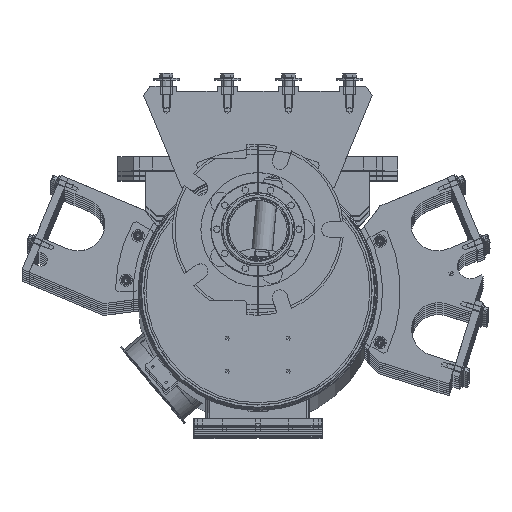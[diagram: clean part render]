
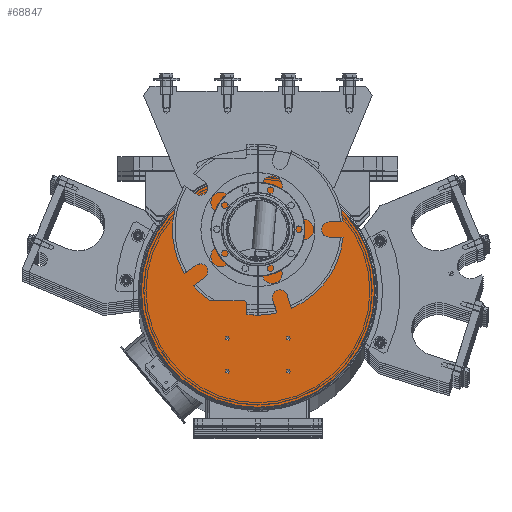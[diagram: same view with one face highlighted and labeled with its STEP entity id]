
A CAD part, top view. The second image highlights one B-rep face of the part: STEP entity #68847.
In plain terms, the highlighted face is planar.
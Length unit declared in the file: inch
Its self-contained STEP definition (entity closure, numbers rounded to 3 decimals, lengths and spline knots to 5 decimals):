
#68760=CARTESIAN_POINT('',(-1.775,3.0,-0.375));
#68761=VERTEX_POINT('',#68760);
#68762=CARTESIAN_POINT('',(0.0,3.0,-0.375));
#68763=DIRECTION('',(0.0,0.0,1.0));
#68764=DIRECTION('',(1.0,0.0,0.0));
#68765=AXIS2_PLACEMENT_3D('',#68762,#68763,#68764);
#68766=CIRCLE('',#68765,1.775);
#68767=EDGE_CURVE('',#68761,#68761,#68766,.T.);
#68784=CARTESIAN_POINT('',(0.0,0.0,-0.375));
#68785=DIRECTION('',(0.0,0.0,-1.0));
#68786=DIRECTION('',(-1.0,0.0,0.0));
#68787=AXIS2_PLACEMENT_3D('',#68784,#68785,#68786);
#68788=PLANE('',#68787);
#68789=CARTESIAN_POINT('',(5.725,0.,-0.375));
#68790=VERTEX_POINT('',#68789);
#68791=CARTESIAN_POINT('',(0.0,0.0,-0.375));
#68792=DIRECTION('',(0.0,0.0,1.0));
#68793=DIRECTION('',(-1.0,0.0,0.0));
#68794=AXIS2_PLACEMENT_3D('',#68791,#68792,#68793);
#68795=CIRCLE('',#68794,5.725);
#68796=EDGE_CURVE('',#68790,#68790,#68795,.T.);
#68797=ORIENTED_EDGE('',*,*,#68796,.F.);
#68798=EDGE_LOOP('',(#68797));
#68799=FACE_OUTER_BOUND('',#68798,.T.);
#68800=CARTESIAN_POINT('',(-1.6055,-3.95,-0.375));
#68801=VERTEX_POINT('',#68800);
#68802=CARTESIAN_POINT('',(-1.5,-3.95,-0.375));
#68803=DIRECTION('',(0.0,0.0,1.0));
#68804=DIRECTION('',(-1.0,0.0,0.0));
#68805=AXIS2_PLACEMENT_3D('',#68802,#68803,#68804);
#68806=CIRCLE('',#68805,0.1055);
#68807=EDGE_CURVE('',#68801,#68801,#68806,.T.);
#68808=ORIENTED_EDGE('',*,*,#68807,.T.);
#68809=EDGE_LOOP('',(#68808));
#68810=FACE_BOUND('',#68809,.T.);
#68811=CARTESIAN_POINT('',(-1.6055,-2.325,-0.375));
#68812=VERTEX_POINT('',#68811);
#68813=CARTESIAN_POINT('',(-1.5,-2.325,-0.375));
#68814=DIRECTION('',(0.0,0.0,1.0));
#68815=DIRECTION('',(-1.0,0.0,0.0));
#68816=AXIS2_PLACEMENT_3D('',#68813,#68814,#68815);
#68817=CIRCLE('',#68816,0.1055);
#68818=EDGE_CURVE('',#68812,#68812,#68817,.T.);
#68819=ORIENTED_EDGE('',*,*,#68818,.T.);
#68820=EDGE_LOOP('',(#68819));
#68821=FACE_BOUND('',#68820,.T.);
#68822=CARTESIAN_POINT('',(1.3945,-2.325,-0.375));
#68823=VERTEX_POINT('',#68822);
#68824=CARTESIAN_POINT('',(1.5,-2.325,-0.375));
#68825=DIRECTION('',(0.0,0.0,1.0));
#68826=DIRECTION('',(-1.0,0.0,0.0));
#68827=AXIS2_PLACEMENT_3D('',#68824,#68825,#68826);
#68828=CIRCLE('',#68827,0.1055);
#68829=EDGE_CURVE('',#68823,#68823,#68828,.T.);
#68830=ORIENTED_EDGE('',*,*,#68829,.T.);
#68831=EDGE_LOOP('',(#68830));
#68832=FACE_BOUND('',#68831,.T.);
#68833=CARTESIAN_POINT('',(1.3945,-3.95,-0.375));
#68834=VERTEX_POINT('',#68833);
#68835=CARTESIAN_POINT('',(1.5,-3.95,-0.375));
#68836=DIRECTION('',(0.0,0.0,1.0));
#68837=DIRECTION('',(-1.0,0.0,0.0));
#68838=AXIS2_PLACEMENT_3D('',#68835,#68836,#68837);
#68839=CIRCLE('',#68838,0.1055);
#68840=EDGE_CURVE('',#68834,#68834,#68839,.T.);
#68841=ORIENTED_EDGE('',*,*,#68840,.T.);
#68842=EDGE_LOOP('',(#68841));
#68843=FACE_BOUND('',#68842,.T.);
#68844=ORIENTED_EDGE('',*,*,#68767,.T.);
#68845=EDGE_LOOP('',(#68844));
#68846=FACE_BOUND('',#68845,.T.);
#68847=ADVANCED_FACE('',(#68799,#68810,#68821,#68832,#68843,#68846),#68788,.T.);
